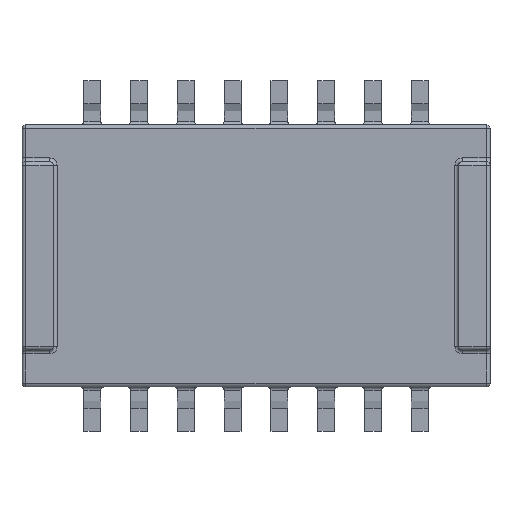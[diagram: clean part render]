
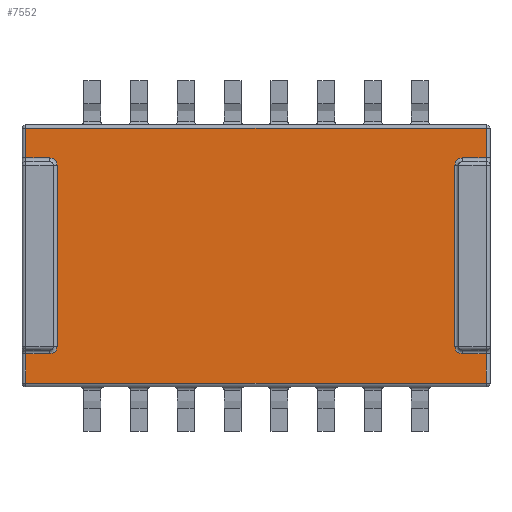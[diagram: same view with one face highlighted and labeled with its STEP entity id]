
A CAD part, front view. The second image highlights one B-rep face of the part: STEP entity #7552.
In plain terms, the highlighted planar face has unit normal (0, -1, 0).
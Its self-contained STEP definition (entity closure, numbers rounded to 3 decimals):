
#82 = CARTESIAN_POINT ( 'NONE',  ( 5.4, 1., 2.456 ) ) ;
#96 = CARTESIAN_POINT ( 'NONE',  ( 5.6, 1., 2.456 ) ) ;
#106 = ORIENTED_EDGE ( 'NONE', *, *, #8755, .F. ) ;
#225 = VERTEX_POINT ( 'NONE', #5109 ) ;
#234 = CARTESIAN_POINT ( 'NONE',  ( -5.5, 1., -2.656 ) ) ;
#281 = ORIENTED_EDGE ( 'NONE', *, *, #6642, .T. ) ;
#360 = CARTESIAN_POINT ( 'NONE',  ( -6.25, 1., 3.456 ) ) ;
#424 = EDGE_CURVE ( 'NONE', #7492, #5627, #6833, .T. ) ;
#435 = CARTESIAN_POINT ( 'NONE',  ( 5.6, 1., -2.456 ) ) ;
#476 = DIRECTION ( 'NONE',  ( -1., 0., 0. ) ) ;
#482 = CARTESIAN_POINT ( 'NONE',  ( -5.5, 1., 3.556 ) ) ;
#499 = ORIENTED_EDGE ( 'NONE', *, *, #10106, .T. ) ;
#513 = CARTESIAN_POINT ( 'NONE',  ( -5.5, 1., 2.656 ) ) ;
#582 = VECTOR ( 'NONE', #13842, 1000. ) ;
#634 = EDGE_CURVE ( 'NONE', #11921, #13655, #9527, .T. ) ;
#842 = VERTEX_POINT ( 'NONE', #4013 ) ;
#922 = CIRCLE ( 'NONE', #11850, 0.2 ) ;
#937 = VECTOR ( 'NONE', #10927, 1000. ) ;
#1219 = AXIS2_PLACEMENT_3D ( 'NONE', #482, #3666, #9402 ) ;
#1358 = VECTOR ( 'NONE', #10618, 1000. ) ;
#1436 = VERTEX_POINT ( 'NONE', #11561 ) ;
#1536 = CARTESIAN_POINT ( 'NONE',  ( 6.25, 1., -2.656 ) ) ;
#1958 = ORIENTED_EDGE ( 'NONE', *, *, #14284, .T. ) ;
#2169 = CARTESIAN_POINT ( 'NONE',  ( -5.5, 1., -2.656 ) ) ;
#2253 = EDGE_CURVE ( 'NONE', #3863, #5907, #3285, .T. ) ;
#2549 = DIRECTION ( 'NONE',  ( 0., -1., 0. ) ) ;
#2707 = VECTOR ( 'NONE', #13740, 1000. ) ;
#3026 = ORIENTED_EDGE ( 'NONE', *, *, #2253, .T. ) ;
#3239 = ORIENTED_EDGE ( 'NONE', *, *, #5186, .F. ) ;
#3269 = CARTESIAN_POINT ( 'NONE',  ( -5.4, 1., 3.556 ) ) ;
#3285 = LINE ( 'NONE', #12330, #4751 ) ;
#3445 = ORIENTED_EDGE ( 'NONE', *, *, #6138, .F. ) ;
#3518 = CARTESIAN_POINT ( 'NONE',  ( 6.25, 1., -3.456 ) ) ;
#3666 = DIRECTION ( 'NONE',  ( 0., -1., 0. ) ) ;
#3752 = VERTEX_POINT ( 'NONE', #13548 ) ;
#3863 = VERTEX_POINT ( 'NONE', #3518 ) ;
#3876 = CARTESIAN_POINT ( 'NONE',  ( -6.35, 1., 3.456 ) ) ;
#3910 = DIRECTION ( 'NONE',  ( 0., 0., -1. ) ) ;
#3989 = CARTESIAN_POINT ( 'NONE',  ( 6.25, 1., 3.556 ) ) ;
#4013 = CARTESIAN_POINT ( 'NONE',  ( -6.25, 1., -2.656 ) ) ;
#4291 = DIRECTION ( 'NONE',  ( 0., 0., -1. ) ) ;
#4486 = DIRECTION ( 'NONE',  ( 0., 0., -1. ) ) ;
#4751 = VECTOR ( 'NONE', #9999, 1000. ) ;
#4770 = DIRECTION ( 'NONE',  ( -1., 0., 0. ) ) ;
#4809 = VECTOR ( 'NONE', #5078, 1000. ) ;
#4917 = ORIENTED_EDGE ( 'NONE', *, *, #7632, .T. ) ;
#5064 = CARTESIAN_POINT ( 'NONE',  ( -6.25, 1., 2.556 ) ) ;
#5078 = DIRECTION ( 'NONE',  ( 1., 0., 0. ) ) ;
#5109 = CARTESIAN_POINT ( 'NONE',  ( -5.6, 1., -2.656 ) ) ;
#5174 = ORIENTED_EDGE ( 'NONE', *, *, #9750, .T. ) ;
#5186 = EDGE_CURVE ( 'NONE', #5416, #13604, #7828, .T. ) ;
#5237 = CARTESIAN_POINT ( 'NONE',  ( -5.5, 1., 2.656 ) ) ;
#5382 = LINE ( 'NONE', #6499, #937 ) ;
#5416 = VERTEX_POINT ( 'NONE', #6337 ) ;
#5506 = VERTEX_POINT ( 'NONE', #10084 ) ;
#5512 = VECTOR ( 'NONE', #11909, 1000. ) ;
#5615 = CIRCLE ( 'NONE', #7752, 0.2 ) ;
#5627 = VERTEX_POINT ( 'NONE', #7493 ) ;
#5907 = VERTEX_POINT ( 'NONE', #1536 ) ;
#6115 = ORIENTED_EDGE ( 'NONE', *, *, #634, .T. ) ;
#6138 = EDGE_CURVE ( 'NONE', #7492, #3752, #922, .T. ) ;
#6169 = ORIENTED_EDGE ( 'NONE', *, *, #8627, .T. ) ;
#6251 = LINE ( 'NONE', #513, #1358 ) ;
#6297 = VECTOR ( 'NONE', #13453, 1000. ) ;
#6337 = CARTESIAN_POINT ( 'NONE',  ( 5.6, 1., 2.656 ) ) ;
#6499 = CARTESIAN_POINT ( 'NONE',  ( -6.25, 1., -3.556 ) ) ;
#6611 = EDGE_CURVE ( 'NONE', #9599, #3752, #11585, .T. ) ;
#6642 = EDGE_CURVE ( 'NONE', #842, #1436, #5382, .T. ) ;
#6833 = LINE ( 'NONE', #3269, #6297 ) ;
#7062 = LINE ( 'NONE', #13987, #582 ) ;
#7206 = AXIS2_PLACEMENT_3D ( 'NONE', #435, #2549, #3910 ) ;
#7283 = VECTOR ( 'NONE', #4770, 1000. ) ;
#7290 = VECTOR ( 'NONE', #14553, 1000. ) ;
#7492 = VERTEX_POINT ( 'NONE', #12394 ) ;
#7493 = CARTESIAN_POINT ( 'NONE',  ( -5.4, 1., -2.456 ) ) ;
#7552 = ADVANCED_FACE ( 'NONE', ( #11812 ), #10443, .T. ) ;
#7632 = EDGE_CURVE ( 'NONE', #225, #842, #13891, .T. ) ;
#7746 = DIRECTION ( 'NONE',  ( 0., -1., 0. ) ) ;
#7752 = AXIS2_PLACEMENT_3D ( 'NONE', #12485, #14665, #4486 ) ;
#7828 = CIRCLE ( 'NONE', #11596, 0.2 ) ;
#7844 = CARTESIAN_POINT ( 'NONE',  ( -6.25, 1., 2.656 ) ) ;
#8420 = VECTOR ( 'NONE', #476, 1000. ) ;
#8609 = CARTESIAN_POINT ( 'NONE',  ( 6.35, 1., -3.456 ) ) ;
#8627 = EDGE_CURVE ( 'NONE', #1436, #3863, #13028, .T. ) ;
#8684 = CARTESIAN_POINT ( 'NONE',  ( 5.6, 1., -2.656 ) ) ;
#8696 = VERTEX_POINT ( 'NONE', #8684 ) ;
#8755 = EDGE_CURVE ( 'NONE', #225, #5627, #5615, .T. ) ;
#8932 = LINE ( 'NONE', #2169, #7290 ) ;
#8960 = ORIENTED_EDGE ( 'NONE', *, *, #14375, .T. ) ;
#9006 = VECTOR ( 'NONE', #12813, 1000. ) ;
#9402 = DIRECTION ( 'NONE',  ( 0., 0., -1. ) ) ;
#9501 = LINE ( 'NONE', #5064, #5512 ) ;
#9527 = LINE ( 'NONE', #3876, #8420 ) ;
#9599 = VERTEX_POINT ( 'NONE', #7844 ) ;
#9655 = ORIENTED_EDGE ( 'NONE', *, *, #6611, .T. ) ;
#9750 = EDGE_CURVE ( 'NONE', #5506, #13604, #7062, .T. ) ;
#9983 = ORIENTED_EDGE ( 'NONE', *, *, #13182, .T. ) ;
#9999 = DIRECTION ( 'NONE',  ( 0., 0., 1. ) ) ;
#10084 = CARTESIAN_POINT ( 'NONE',  ( 5.4, 1., -2.456 ) ) ;
#10106 = EDGE_CURVE ( 'NONE', #13655, #9599, #9501, .T. ) ;
#10443 = PLANE ( 'NONE',  #1219 ) ;
#10458 = CARTESIAN_POINT ( 'NONE',  ( 6.25, 1., 2.656 ) ) ;
#10618 = DIRECTION ( 'NONE',  ( 1., 0., 0. ) ) ;
#10681 = EDGE_CURVE ( 'NONE', #5506, #8696, #14280, .T. ) ;
#10694 = LINE ( 'NONE', #3989, #9006 ) ;
#10927 = DIRECTION ( 'NONE',  ( 0., 0., -1. ) ) ;
#11164 = EDGE_LOOP ( 'NONE', ( #106, #4917, #281, #6169, #3026, #9983, #12983, #5174, #3239, #8960, #1958, #6115, #499, #9655, #3445, #11245 ) ) ;
#11245 = ORIENTED_EDGE ( 'NONE', *, *, #424, .T. ) ;
#11414 = CARTESIAN_POINT ( 'NONE',  ( 6.25, 1., 3.456 ) ) ;
#11431 = DIRECTION ( 'NONE',  ( 0., 0., -1. ) ) ;
#11561 = CARTESIAN_POINT ( 'NONE',  ( -6.25, 1., -3.456 ) ) ;
#11585 = LINE ( 'NONE', #5237, #4809 ) ;
#11596 = AXIS2_PLACEMENT_3D ( 'NONE', #96, #7746, #11431 ) ;
#11812 = FACE_OUTER_BOUND ( 'NONE', #11164, .T. ) ;
#11850 = AXIS2_PLACEMENT_3D ( 'NONE', #13495, #14696, #4291 ) ;
#11909 = DIRECTION ( 'NONE',  ( 0., 0., -1. ) ) ;
#11921 = VERTEX_POINT ( 'NONE', #11414 ) ;
#12330 = CARTESIAN_POINT ( 'NONE',  ( 6.25, 1., -2.556 ) ) ;
#12394 = CARTESIAN_POINT ( 'NONE',  ( -5.4, 1., 2.456 ) ) ;
#12485 = CARTESIAN_POINT ( 'NONE',  ( -5.6, 1., -2.456 ) ) ;
#12524 = VERTEX_POINT ( 'NONE', #10458 ) ;
#12813 = DIRECTION ( 'NONE',  ( 0., 0., 1. ) ) ;
#12983 = ORIENTED_EDGE ( 'NONE', *, *, #10681, .F. ) ;
#13028 = LINE ( 'NONE', #8609, #2707 ) ;
#13182 = EDGE_CURVE ( 'NONE', #5907, #8696, #8932, .T. ) ;
#13453 = DIRECTION ( 'NONE',  ( 0., 0., -1. ) ) ;
#13495 = CARTESIAN_POINT ( 'NONE',  ( -5.6, 1., 2.456 ) ) ;
#13548 = CARTESIAN_POINT ( 'NONE',  ( -5.6, 1., 2.656 ) ) ;
#13604 = VERTEX_POINT ( 'NONE', #82 ) ;
#13655 = VERTEX_POINT ( 'NONE', #360 ) ;
#13740 = DIRECTION ( 'NONE',  ( 1., 0., 0. ) ) ;
#13842 = DIRECTION ( 'NONE',  ( 0., 0., 1. ) ) ;
#13891 = LINE ( 'NONE', #234, #7283 ) ;
#13987 = CARTESIAN_POINT ( 'NONE',  ( 5.4, 1., 3.556 ) ) ;
#14280 = CIRCLE ( 'NONE', #7206, 0.2 ) ;
#14284 = EDGE_CURVE ( 'NONE', #12524, #11921, #10694, .T. ) ;
#14375 = EDGE_CURVE ( 'NONE', #5416, #12524, #6251, .T. ) ;
#14553 = DIRECTION ( 'NONE',  ( -1., 0., 0. ) ) ;
#14665 = DIRECTION ( 'NONE',  ( 0., -1., 0. ) ) ;
#14696 = DIRECTION ( 'NONE',  ( 0., -1., 0. ) ) ;
